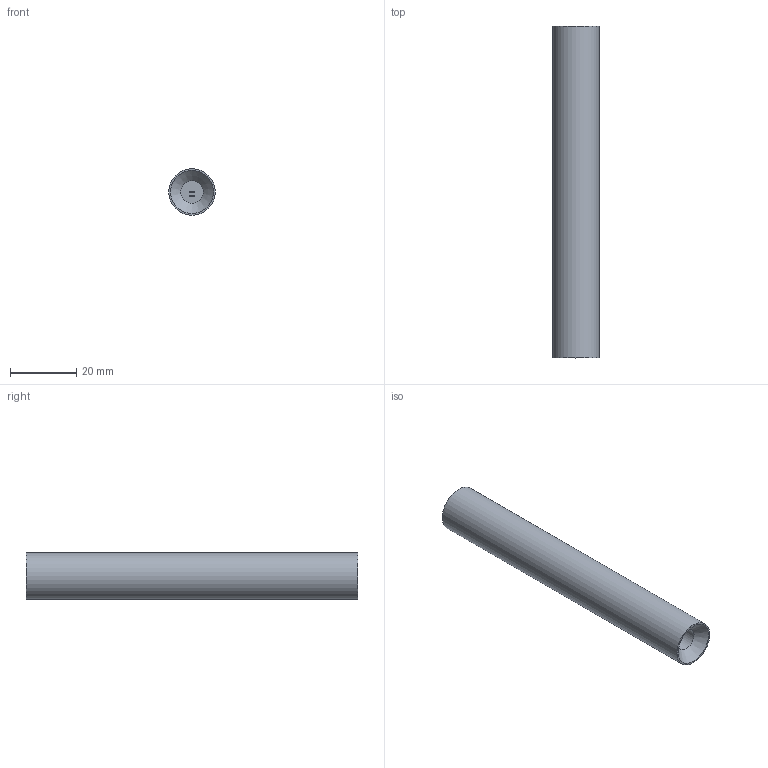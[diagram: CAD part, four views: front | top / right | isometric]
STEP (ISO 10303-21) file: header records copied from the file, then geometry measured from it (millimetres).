
FILE_DESCRIPTION (( 'STEP AP203' ), '1' );
FILE_NAME ('50423-240.step', '2023-09-15T08:00:56', ( '' ), ( '' ), 'SwSTEP 2.0', 'SolidWorks 2018', '' );
FILE_SCHEMA (( 'CONFIG_CONTROL_DESIGN' ));
Length unit declared in the file: millimetre
Products named in the file (1): 50423-240
Bounding box: 14 x 100 x 14 mm (x, y, z)
Volume: 14659.6 mm3; surface area: 4988.4 mm2
Topology: 1 solids, 18 shells, 252 faces, 623 edges, 415 vertices
Faces by surface type: plane 107, bspline 100, cone 43, cylinder 2
Full cylindrical faces by diameter (mm): 6.8 x1, 14 x1
Entity records: 12401 total; most frequent: CARTESIAN_POINT 7552, ORIENTED_EDGE 1240, EDGE_CURVE 620, DIRECTION 509, VERTEX_POINT 415, B_SPLINE_CURVE_WITH_KNOTS 388, EDGE_LOOP 263, FACE_OUTER_BOUND 237
